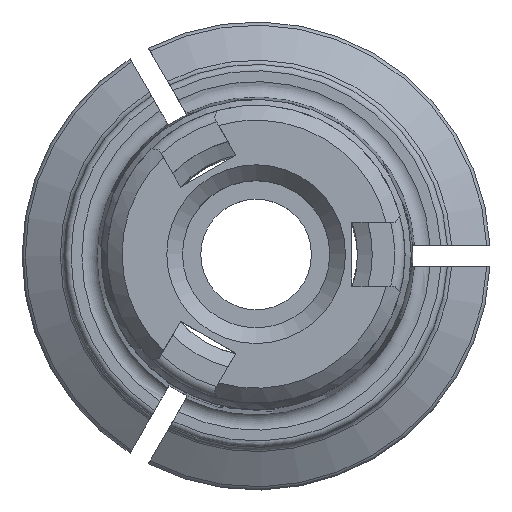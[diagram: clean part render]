
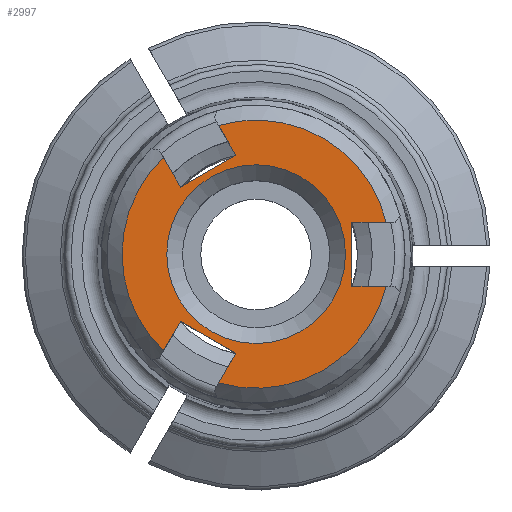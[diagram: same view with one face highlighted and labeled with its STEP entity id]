
A CAD part, top view. The second image highlights one B-rep face of the part: STEP entity #2997.
In plain terms, the highlighted planar face has unit normal (0, 0, 1).
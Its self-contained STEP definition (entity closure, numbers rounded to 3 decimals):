
#40=PLANE('',#3183);
#217=CIRCLE('',#3157,4.2);
#229=CIRCLE('',#3176,6.3);
#232=CIRCLE('',#3182,6.3);
#233=CIRCLE('',#3184,6.3);
#556=ORIENTED_EDGE('',*,*,#1156,.T.);
#557=ORIENTED_EDGE('',*,*,#1087,.T.);
#558=ORIENTED_EDGE('',*,*,#1123,.T.);
#559=ORIENTED_EDGE('',*,*,#1100,.T.);
#560=ORIENTED_EDGE('',*,*,#1151,.T.);
#561=ORIENTED_EDGE('',*,*,#1060,.T.);
#562=ORIENTED_EDGE('',*,*,#1127,.T.);
#563=ORIENTED_EDGE('',*,*,#1040,.T.);
#564=ORIENTED_EDGE('',*,*,#1157,.T.);
#565=ORIENTED_EDGE('',*,*,#1073,.T.);
#566=ORIENTED_EDGE('',*,*,#1125,.T.);
#567=ORIENTED_EDGE('',*,*,#1025,.T.);
#568=ORIENTED_EDGE('',*,*,#1137,.F.);
#1025=EDGE_CURVE('',#1366,#1365,#1579,.T.);
#1040=EDGE_CURVE('',#1381,#1380,#1589,.T.);
#1060=EDGE_CURVE('',#1395,#1394,#1598,.T.);
#1073=EDGE_CURVE('',#1406,#1405,#1607,.T.);
#1087=EDGE_CURVE('',#1415,#1414,#1616,.T.);
#1100=EDGE_CURVE('',#1425,#1424,#1626,.T.);
#1123=EDGE_CURVE('',#1414,#1425,#1636,.T.);
#1125=EDGE_CURVE('',#1405,#1366,#1637,.T.);
#1127=EDGE_CURVE('',#1394,#1381,#1638,.T.);
#1137=EDGE_CURVE('',#1445,#1445,#217,.T.);
#1151=EDGE_CURVE('',#1424,#1395,#229,.T.);
#1156=EDGE_CURVE('',#1365,#1415,#232,.T.);
#1157=EDGE_CURVE('',#1380,#1406,#233,.T.);
#1365=VERTEX_POINT('',#4072);
#1366=VERTEX_POINT('',#4074);
#1380=VERTEX_POINT('',#4112);
#1381=VERTEX_POINT('',#4114);
#1394=VERTEX_POINT('',#4162);
#1395=VERTEX_POINT('',#4164);
#1405=VERTEX_POINT('',#4196);
#1406=VERTEX_POINT('',#4198);
#1414=VERTEX_POINT('',#4227);
#1415=VERTEX_POINT('',#4229);
#1424=VERTEX_POINT('',#4254);
#1425=VERTEX_POINT('',#4256);
#1445=VERTEX_POINT('',#4345);
#1579=LINE('',#4073,#1714);
#1589=LINE('',#4113,#1724);
#1598=LINE('',#4163,#1733);
#1607=LINE('',#4197,#1742);
#1616=LINE('',#4228,#1751);
#1626=LINE('',#4255,#1761);
#1636=LINE('',#4302,#1771);
#1637=LINE('',#4308,#1772);
#1638=LINE('',#4314,#1773);
#1714=VECTOR('',#3389,1000.);
#1724=VECTOR('',#3405,1000.);
#1733=VECTOR('',#3436,1000.);
#1742=VECTOR('',#3449,1000.);
#1751=VECTOR('',#3468,1000.);
#1761=VECTOR('',#3484,1000.);
#1771=VECTOR('',#3534,1000.);
#1772=VECTOR('',#3537,1000.);
#1773=VECTOR('',#3540,1000.);
#1890=EDGE_LOOP('',(#556,#557,#558,#559,#560,#561,#562,#563,#564,#565,#566,
#567));
#1891=EDGE_LOOP('',(#568));
#2027=FACE_BOUND('',#1890,.T.);
#2028=FACE_BOUND('',#1891,.T.);
#2997=ADVANCED_FACE('',(#2027,#2028),#40,.T.);
#3157=AXIS2_PLACEMENT_3D('',#4344,#3577,#3578);
#3176=AXIS2_PLACEMENT_3D('',#4372,#3617,#3618);
#3182=AXIS2_PLACEMENT_3D('',#4381,#3631,#3632);
#3183=AXIS2_PLACEMENT_3D('',#4382,#3633,#3634);
#3184=AXIS2_PLACEMENT_3D('',#4383,#3635,#3636);
#3389=DIRECTION('',(-0.5,0.866,0.));
#3405=DIRECTION('',(1.,0.,0.));
#3436=DIRECTION('',(-1.,0.,0.));
#3449=DIRECTION('',(0.5,-0.866,0.));
#3468=DIRECTION('',(0.5,0.866,0.));
#3484=DIRECTION('',(-0.5,-0.866,0.));
#3534=DIRECTION('',(0.866,-0.5,0.));
#3537=DIRECTION('',(-0.866,-0.5,0.));
#3540=DIRECTION('',(0.,1.,0.));
#3577=DIRECTION('',(0.,0.,1.));
#3578=DIRECTION('',(1.,0.,0.));
#3617=DIRECTION('',(0.,0.,1.));
#3618=DIRECTION('',(1.,0.,0.));
#3631=DIRECTION('',(0.,0.,1.));
#3632=DIRECTION('',(1.,0.,0.));
#3633=DIRECTION('',(0.,0.,1.));
#3634=DIRECTION('',(1.,0.,0.));
#3635=DIRECTION('',(0.,0.,1.));
#3636=DIRECTION('',(1.,0.,0.));
#4072=CARTESIAN_POINT('',(-4.358,4.549,50.5));
#4073=CARTESIAN_POINT('',(-3.549,3.147,50.5));
#4074=CARTESIAN_POINT('',(-3.549,3.147,50.5));
#4112=CARTESIAN_POINT('',(6.119,1.5,50.5));
#4113=CARTESIAN_POINT('',(4.5,1.5,50.5));
#4114=CARTESIAN_POINT('',(4.5,1.5,50.5));
#4162=CARTESIAN_POINT('',(4.5,-1.5,50.5));
#4163=CARTESIAN_POINT('',(7.,-1.5,50.5));
#4164=CARTESIAN_POINT('',(6.119,-1.5,50.5));
#4196=CARTESIAN_POINT('',(-0.951,4.647,50.5));
#4197=CARTESIAN_POINT('',(-2.201,6.812,50.5));
#4198=CARTESIAN_POINT('',(-1.76,6.049,50.5));
#4227=CARTESIAN_POINT('',(-3.549,-3.147,50.5));
#4228=CARTESIAN_POINT('',(-4.799,-5.312,50.5));
#4229=CARTESIAN_POINT('',(-4.358,-4.549,50.5));
#4254=CARTESIAN_POINT('',(-1.76,-6.049,50.5));
#4255=CARTESIAN_POINT('',(-0.951,-4.647,50.5));
#4256=CARTESIAN_POINT('',(-0.951,-4.647,50.5));
#4302=CARTESIAN_POINT('',(-3.549,-3.147,50.5));
#4308=CARTESIAN_POINT('',(-0.951,4.647,50.5));
#4314=CARTESIAN_POINT('',(4.5,-1.5,50.5));
#4344=CARTESIAN_POINT('',(0.,0.,50.5));
#4345=CARTESIAN_POINT('',(4.2,0.,50.5));
#4372=CARTESIAN_POINT('',(0.,0.,50.5));
#4381=CARTESIAN_POINT('',(0.,0.,50.5));
#4382=CARTESIAN_POINT('',(0.,4.2,50.5));
#4383=CARTESIAN_POINT('',(0.,0.,50.5));
